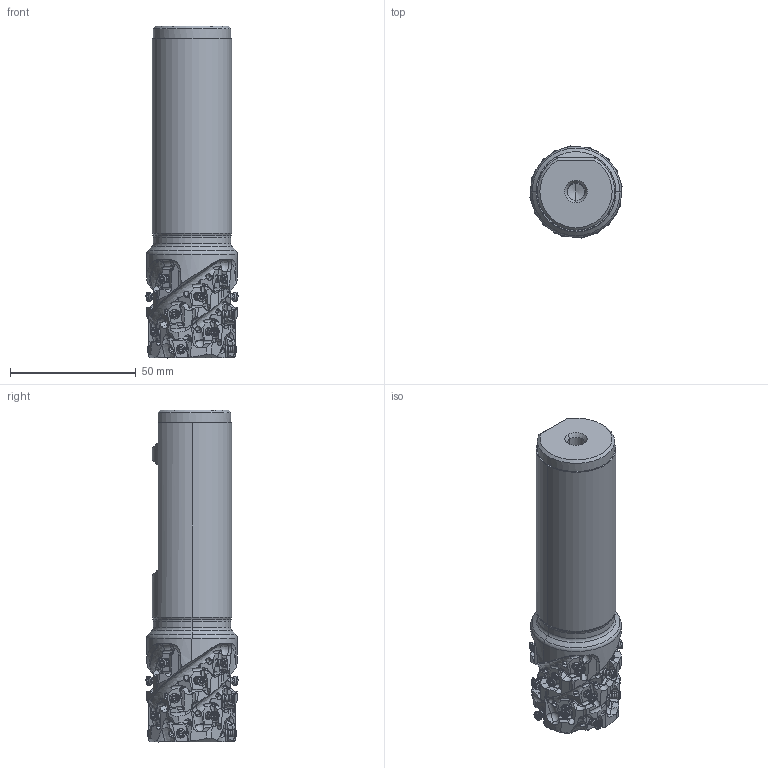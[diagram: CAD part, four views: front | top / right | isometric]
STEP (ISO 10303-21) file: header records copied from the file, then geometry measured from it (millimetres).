
FILE_DESCRIPTION(/* description */ (''),/* implementation_level */ '2;1');
FILE_NAME(/* name */ 'VPX200UR244FA20S1320.stp',/* time_stamp */ '2021-06-22T11:12:47+09:00',/* author */ (''),/* organization */ (''),/* preprocessor_version */ 'ST-DEVELOPER v16',/* originating_system */ 'SIEMENS PLM Software NX 10.0',/* authorisation */ '');
FILE_SCHEMA (('AUTOMOTIVE_DESIGN { 1 0 10303 214 3 1 1 1 }'));
Products named in the file (1): VPX200UR244FA20S1320_ASM
Bounding box: 36.65 x 36.65 x 132.15 mm (x, y, z)
Volume: 96720.1 mm3; surface area: 24278.4 mm2
Topology: 21 solids, 21 shells, 2082 faces, 5846 edges, 3727 vertices
Faces by surface type: cylinder 951, plane 498, cone 291, torus 150, sphere 132, extrusion 32, bspline 28
Entity records: 87171 total; most frequent: CARTESIAN_POINT 34775, ORIENTED_EDGE 11364, DIRECTION 10521, EDGE_CURVE 5682, AXIS2_PLACEMENT_3D 4295, VERTEX_POINT 3704, EDGE_LOOP 2184, ADVANCED_FACE 2082
